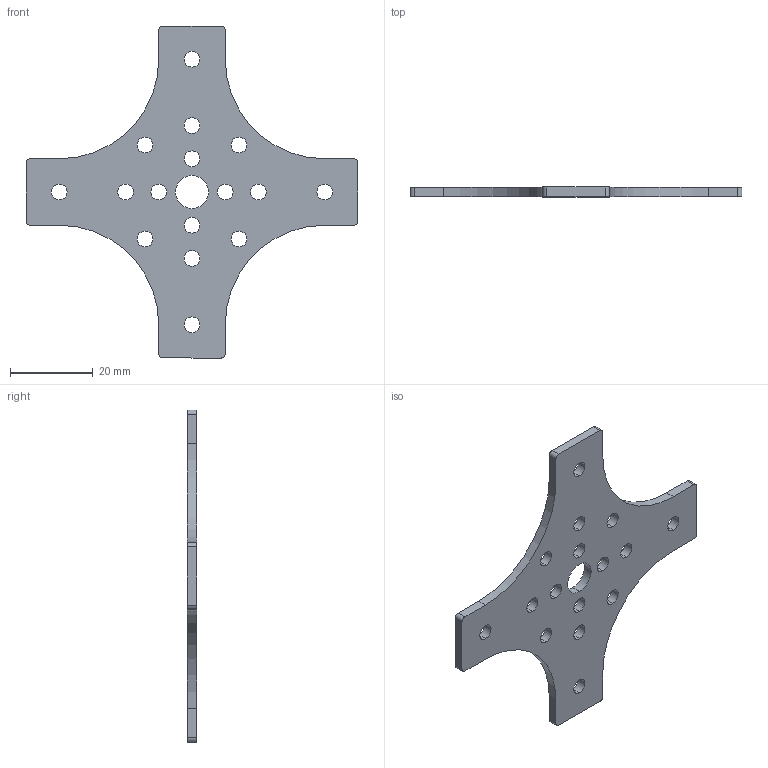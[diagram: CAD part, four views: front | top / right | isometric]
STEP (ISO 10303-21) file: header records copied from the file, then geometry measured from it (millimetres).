
FILE_DESCRIPTION (( 'STEP AP214' ), '1' );
FILE_NAME ('am-3599 Quad gusset V3 REV2.STEP', '2018-05-15T18:07:28', ( '' ), ( '' ), 'SwSTEP 2.0', 'SolidWorks 2017', '' );
FILE_SCHEMA (( 'AUTOMOTIVE_DESIGN' ));
Length unit declared in the file: millimetre
Products named in the file (1): am-3599 Quad gusset V3 REV2
Bounding box: 80 x 2.29 x 80 mm (x, y, z)
Volume: 5861.4 mm3; surface area: 6252.8 mm2
Topology: 1 solids, 1 shells, 60 faces, 174 edges, 116 vertices
Faces by surface type: cylinder 46, plane 14
Entity records: 2132 total; most frequent: DIRECTION 388, CARTESIAN_POINT 351, ORIENTED_EDGE 348, EDGE_CURVE 174, AXIS2_PLACEMENT_3D 153, VERTEX_POINT 116, EDGE_LOOP 94, CIRCLE 92
